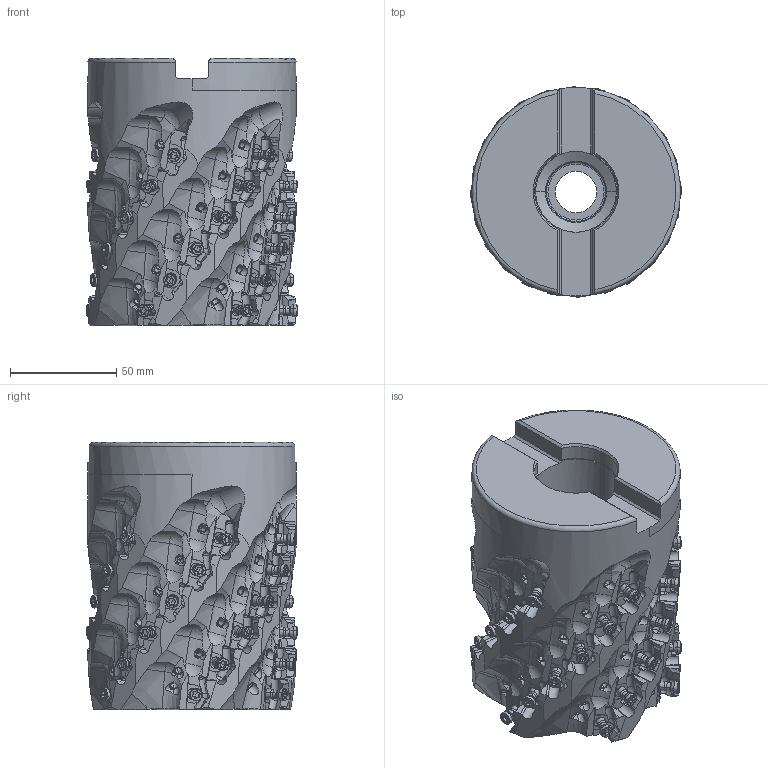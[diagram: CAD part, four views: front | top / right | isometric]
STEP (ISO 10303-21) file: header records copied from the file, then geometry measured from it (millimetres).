
FILE_DESCRIPTION((''),'2;1');
FILE_NAME('VFX6UR0406EA35_ASM','2021-08-26T17:25:56',('tlyw01'),('PTC Japan'),'CREO PARAMETRIC BY PTC INC, 2018500','CREO PARAMETRIC BY PTC INC, 2018500','');
FILE_SCHEMA(('AUTOMOTIVE_DESIGN { 1 0 10303 214 1 1 1 1 }'));
Products named in the file (38): VFX6UR0406EA35_1; VFX6UR0406EA35_2; VFX6UR0406EA35_3; VFX6UR0406EA35_4; VFX6UR0406EA35_5; VFX6UR0406EA35_6; VFX6UR0406EA35_7; VFX6UR0406EA35_8; VFX6UR0406EA35_9; VFX6UR0406EA35_10; VFX6UR0406EA35_11; VFX6UR0406EA35_12; VFX6UR0406EA35_13; VFX6UR0406EA35_14; VFX6UR0406EA35_15; VFX6UR0406EA35_16; VFX6UR0406EA35_17; VFX6UR0406EA35_18; VFX6UR0406EA35_19; VFX6UR0406EA35_20; VFX6UR0406EA35_21; VFX6UR0406EA35_22; VFX6UR0406EA35_23; VFX6UR0406EA35_24; VFX6UR0406EA35_25; VFX6UR0406EA35_26; VFX6UR0406EA35_27; VFX6UR0406EA35_28; VFX6UR0406EA35_29; VFX6UR0406EA35_30; VFX6UR0406EA35_31; VFX6UR0406EA35_32; VFX6UR0406EA35_33; VFX6UR0406EA35_34; VFX6UR0406EA35_35; VFX6UR0406EA35_36; VFX6UR0406EA35_37; VFX6UR0406EA35_ASM
Assembly tree (37 placements, depth 2):
  VFX6UR0406EA35_ASM
    VFX6UR0406EA35_1
    VFX6UR0406EA35_2
    VFX6UR0406EA35_3
    VFX6UR0406EA35_4
    VFX6UR0406EA35_5
    VFX6UR0406EA35_6
    VFX6UR0406EA35_7
    VFX6UR0406EA35_8
    VFX6UR0406EA35_9
    VFX6UR0406EA35_10
    VFX6UR0406EA35_11
    VFX6UR0406EA35_12
    VFX6UR0406EA35_13
    VFX6UR0406EA35_14
    VFX6UR0406EA35_15
    VFX6UR0406EA35_16
    VFX6UR0406EA35_17
    VFX6UR0406EA35_18
    VFX6UR0406EA35_19
    VFX6UR0406EA35_20
    VFX6UR0406EA35_21
    VFX6UR0406EA35_22
    VFX6UR0406EA35_23
    VFX6UR0406EA35_24
    VFX6UR0406EA35_25
    VFX6UR0406EA35_26
    VFX6UR0406EA35_27
    VFX6UR0406EA35_28
    VFX6UR0406EA35_29
    VFX6UR0406EA35_30
    VFX6UR0406EA35_31
    VFX6UR0406EA35_32
    VFX6UR0406EA35_33
    VFX6UR0406EA35_34
    VFX6UR0406EA35_35
    VFX6UR0406EA35_36
    VFX6UR0406EA35_37
Bounding box: 99.53 x 99.27 x 126 mm (x, y, z)
Volume: 658524.3 mm3; surface area: 97547.6 mm2
Topology: 37 solids, 37 shells, 3695 faces, 10647 edges, 6923 vertices
Faces by surface type: cylinder 1658, plane 921, cone 464, bspline 222, sphere 216, extrusion 126, torus 88
Entity records: 210132 total; most frequent: CARTESIAN_POINT 85046, ORIENTED_EDGE 20946, DIRECTION 16902, PRESENTATION_STYLE_ASSIGNMENT 10549, STYLED_ITEM 10549, CURVE_STYLE 10512, EDGE_CURVE 10473, VERTEX_POINT 6923
